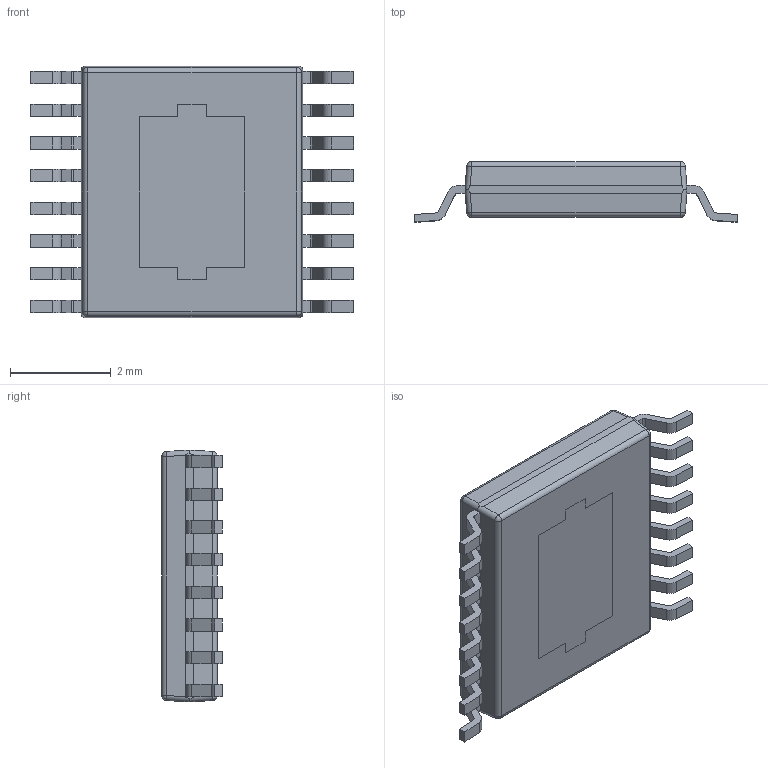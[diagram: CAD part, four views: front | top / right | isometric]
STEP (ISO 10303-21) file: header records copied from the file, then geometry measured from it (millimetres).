
FILE_DESCRIPTION(/* description */ (''),/* implementation_level */ '2;1');
FILE_NAME(/* name */ 'HTSSOP-16-TI-PWP.step',/* time_stamp */ '2020-09-02T00:04:30-07:00',/* author */ (''),/* organization */ (''),/* preprocessor_version */ 'ST-DEVELOPER v18.1',/* originating_system */ 'Autodesk Translation Framework v9.3.0.1241',/* authorisation */ '');
FILE_SCHEMA (('AUTOMOTIVE_DESIGN { 1 0 10303 214 3 1 1 }'));
Length unit declared in the file: millimetre
Products named in the file (5): HTSSOP-16; Package; Leads; Lead; Lead(Mirror) (2)
Assembly tree (18 placements, depth 3):
  HTSSOP-16
    Package
    Leads
      Lead  x8
      Lead(Mirror) (2)  x8
Bounding box: 6.42 x 1.2 x 5 mm (x, y, z)
Volume: 24.6 mm3; surface area: 103.8 mm2
Topology: 18 solids, 18 shells, 291 faces, 743 edges, 482 vertices
Faces by surface type: plane 202, cylinder 81, sphere 8
Full cylindrical faces by diameter (mm): 0.485 x1
Entity records: 3026 total; most frequent: DIRECTION 529, CARTESIAN_POINT 495, ORIENTED_EDGE 462, EDGE_CURVE 231, AXIS2_PLACEMENT_3D 180, LINE 169, VECTOR 169, VERTEX_POINT 146
